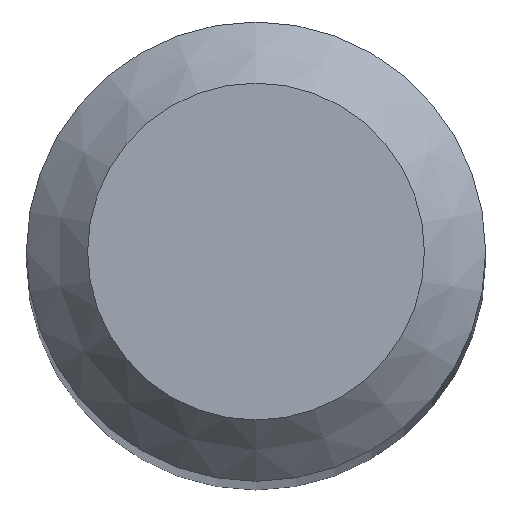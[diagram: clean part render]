
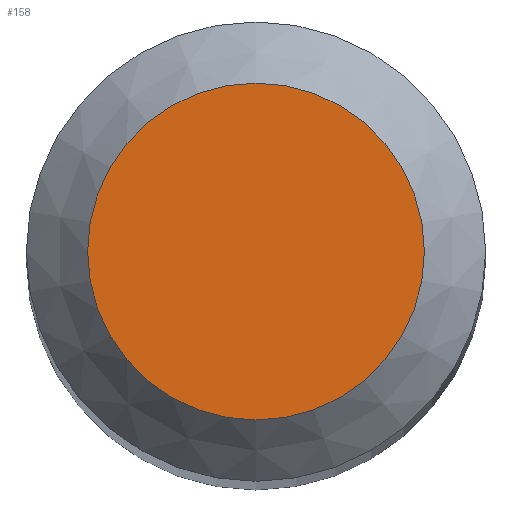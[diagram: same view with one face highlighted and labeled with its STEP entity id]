
A CAD part, top view. The second image highlights one B-rep face of the part: STEP entity #158.
In plain terms, the highlighted planar face has unit normal (0, 0, 1).
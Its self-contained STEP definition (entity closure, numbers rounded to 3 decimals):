
#7 = PLANE ( 'NONE',  #144 ) ;
#9 = CARTESIAN_POINT ( 'NONE',  ( 0., 1.1, 43. ) ) ;
#49 = DIRECTION ( 'NONE',  ( 0., 1., 0. ) ) ;
#63 = DIRECTION ( 'NONE',  ( 0., 1., 0. ) ) ;
#88 = DIRECTION ( 'NONE',  ( 0., 0., -1. ) ) ;
#144 = AXIS2_PLACEMENT_3D ( 'NONE', #249, #88, #49 ) ;
#145 = DIRECTION ( 'NONE',  ( 0., 0., -1. ) ) ;
#158 = ADVANCED_FACE ( 'NONE', ( #251 ), #7, .F. ) ;
#167 = EDGE_CURVE ( 'NONE', #213, #213, #262, .T. ) ;
#170 = CARTESIAN_POINT ( 'NONE',  ( 0., 0., 43. ) ) ;
#179 = ORIENTED_EDGE ( 'NONE', *, *, #167, .F. ) ;
#184 = AXIS2_PLACEMENT_3D ( 'NONE', #170, #145, #63 ) ;
#195 = EDGE_LOOP ( 'NONE', ( #179 ) ) ;
#213 = VERTEX_POINT ( 'NONE', #9 ) ;
#249 = CARTESIAN_POINT ( 'NONE',  ( 0., 0., 43. ) ) ;
#251 = FACE_OUTER_BOUND ( 'NONE', #195, .T. ) ;
#262 = CIRCLE ( 'NONE', #184, 1.1 ) ;
